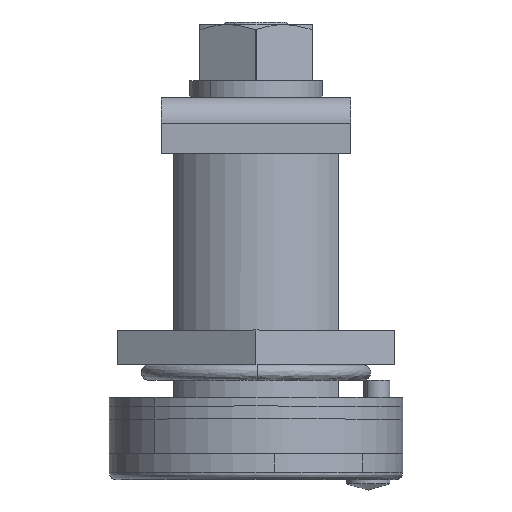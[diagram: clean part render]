
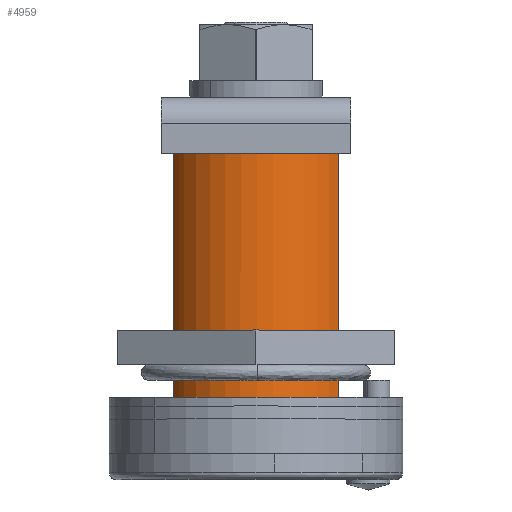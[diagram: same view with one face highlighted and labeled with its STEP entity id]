
A CAD part, top view. The second image highlights one B-rep face of the part: STEP entity #4959.
In plain terms, the highlighted free-form (B-spline) face has degree [1, 2] with [2, 3] control points.
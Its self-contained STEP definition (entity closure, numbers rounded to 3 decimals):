
#2723=CARTESIAN_POINT('',(7.,9.5,-5.545));
#2724=VERTEX_POINT('',#2723);
#2759=CARTESIAN_POINT('',(38.0,9.5,-5.545));
#2760=VERTEX_POINT('',#2759);
#2774=CARTESIAN_POINT('',(7.,9.5,-5.545));
#2775=CARTESIAN_POINT('',(38.0,9.5,-5.545));
#2776=QUASI_UNIFORM_CURVE('',1,(#2774,#2775),.UNSPECIFIED.,.F.,.U.);
#2777=EDGE_CURVE('',#2724,#2760,#2776,.T.);
#2787=CARTESIAN_POINT('',(7.,-9.5,-5.545));
#2788=VERTEX_POINT('',#2787);
#2789=CARTESIAN_POINT('',(38.0,-9.5,-5.545));
#2790=VERTEX_POINT('',#2789);
#2791=CARTESIAN_POINT('',(7.,-9.5,-5.545));
#2792=CARTESIAN_POINT('',(38.0,-9.5,-5.545));
#2793=QUASI_UNIFORM_CURVE('',1,(#2791,#2792),.UNSPECIFIED.,.F.,.U.);
#2794=EDGE_CURVE('',#2788,#2790,#2793,.T.);
#4653=CARTESIAN_POINT('',(7.,9.5,-5.545));
#4654=CARTESIAN_POINT('',(7.,9.079,-6.267));
#4655=CARTESIAN_POINT('',(7.,8.268,-7.35));
#4656=CARTESIAN_POINT('',(7.,6.926,-8.588));
#4657=CARTESIAN_POINT('',(7.,5.455,-9.618));
#4658=CARTESIAN_POINT('',(7.,3.985,-10.303));
#4659=CARTESIAN_POINT('',(7.,2.233,-10.808));
#4660=CARTESIAN_POINT('',(7.,0.511,-11.056));
#4661=CARTESIAN_POINT('',(7.,-1.497,-10.957));
#4662=CARTESIAN_POINT('',(7.,-3.277,-10.544));
#4663=CARTESIAN_POINT('',(7.,-5.169,-9.792));
#4664=CARTESIAN_POINT('',(7.,-6.988,-8.615));
#4665=CARTESIAN_POINT('',(7.,-8.517,-7.046));
#4666=CARTESIAN_POINT('',(7.,-9.229,-6.009));
#4667=CARTESIAN_POINT('',(7.,-9.5,-5.545));
#4668=B_SPLINE_CURVE_WITH_KNOTS('',3,(#4653,#4654,#4655,#4656,#4657,#4658,#4659,#4660,#4661,#4662,#4663,#4664,#4665,#4666,#4667),.UNSPECIFIED.,.F.,.U.,(4,1,1,1,1,1,1,1,1,1,1,1,4),(0.,2.508,4.031,5.465,7.883,8.869,10.929,13.079,14.871,16.394,19.171,21.321,22.934),.UNSPECIFIED.);
#4669=EDGE_CURVE('',#2724,#2788,#4668,.T.);
#4876=CARTESIAN_POINT('',(38.0,9.5,-5.545));
#4877=CARTESIAN_POINT('',(38.,9.079,-6.267));
#4878=CARTESIAN_POINT('',(38.,8.268,-7.35));
#4879=CARTESIAN_POINT('',(38.,6.926,-8.588));
#4880=CARTESIAN_POINT('',(38.,5.627,-9.498));
#4881=CARTESIAN_POINT('',(38.,4.234,-10.196));
#4882=CARTESIAN_POINT('',(38.,2.585,-10.738));
#4883=CARTESIAN_POINT('',(38.,0.928,-11.01));
#4884=CARTESIAN_POINT('',(38.0,-0.868,-11.01));
#4885=CARTESIAN_POINT('',(38.,-2.644,-10.733));
#4886=CARTESIAN_POINT('',(38.,-4.349,-10.157));
#4887=CARTESIAN_POINT('',(38.,-6.2,-9.173));
#4888=CARTESIAN_POINT('',(38.,-7.995,-7.709));
#4889=CARTESIAN_POINT('',(38.,-9.064,-6.293));
#4890=CARTESIAN_POINT('',(38.0,-9.5,-5.545));
#4891=B_SPLINE_CURVE_WITH_KNOTS('',3,(#4876,#4877,#4878,#4879,#4880,#4881,#4882,#4883,#4884,#4885,#4886,#4887,#4888,#4889,#4890),.UNSPECIFIED.,.F.,.U.,(4,1,1,1,1,1,1,1,1,1,1,1,4),(0.,2.508,4.031,5.465,7.256,8.69,10.661,12.273,14.065,16.036,17.648,20.336,22.934),.UNSPECIFIED.);
#4892=EDGE_CURVE('',#2760,#2790,#4891,.T.);
#4939=CARTESIAN_POINT('',(38.775,-9.692,-5.203));
#4940=CARTESIAN_POINT('',(6.206,-9.692,-5.203));
#4941=CARTESIAN_POINT('',(38.775,0.519,-24.224));
#4942=CARTESIAN_POINT('',(6.206,0.519,-24.224));
#4943=CARTESIAN_POINT('',(38.775,9.906,-4.783));
#4944=CARTESIAN_POINT('',(6.206,9.906,-4.783));
#4952=(BOUNDED_SURFACE()B_SPLINE_SURFACE(1,2,((#4939,#4941,#4943),(#4940,#4942,#4944)),.UNSPECIFIED.,.F.,.F.,.U.)B_SPLINE_SURFACE_WITH_KNOTS((2,2),(3,3),(0.0,32.569),(0.0,26.963),.UNSPECIFIED.)GEOMETRIC_REPRESENTATION_ITEM()RATIONAL_B_SPLINE_SURFACE(((1.0,0.454,1.0),(1.0,0.454,1.0)))REPRESENTATION_ITEM('')SURFACE());
#4953=ORIENTED_EDGE('',*,*,#4669,.F.);
#4954=ORIENTED_EDGE('',*,*,#2777,.T.);
#4955=ORIENTED_EDGE('',*,*,#4892,.T.);
#4956=ORIENTED_EDGE('',*,*,#2794,.F.);
#4957=EDGE_LOOP('',(#4953,#4954,#4955,#4956));
#4958=FACE_OUTER_BOUND('',#4957,.T.);
#4959=ADVANCED_FACE('',(#4958),#4952,.T.);
